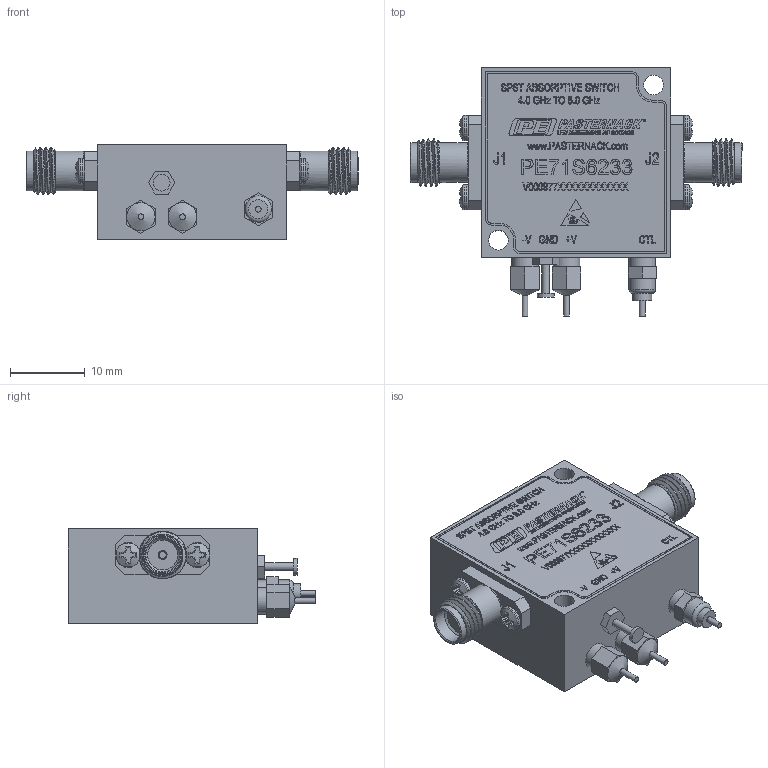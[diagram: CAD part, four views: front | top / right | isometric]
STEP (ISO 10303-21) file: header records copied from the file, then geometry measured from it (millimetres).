
FILE_DESCRIPTION (( 'STEP AP203' ), '1' );
FILE_NAME ('PE71S6233_3D.step', '2021-09-20T15:14:40', ( '' ), ( '' ), 'SwSTEP 2.0', 'SolidWorks 2021', '' );
FILE_SCHEMA (( 'CONFIG_CONTROL_DESIGN' ));
Products named in the file (1): PE71S6233_3D
Bounding box: 44.55 x 33.27 x 12.75 mm (x, y, z)
Volume: 8789.9 mm3; surface area: 3859.7 mm2
Topology: 1 solids, 9 shells, 2200 faces, 5894 edges, 3919 vertices
Faces by surface type: plane 1381, bspline 608, cylinder 180, cone 30, torus 1
Full cylindrical faces by diameter (mm): 0.276 x1, 0.283 x1, 0.762 x3, 0.914 x2, 1.016 x3, 1.168 x4, 1.27 x2, 1.854 x4, 2.224 x1, 2.54 x1, 2.642 x2, 3.393 x4, 3.556 x4, 3.81 x2, 4.521 x2, 5.08 x2, 5.334 x4
Entity records: 102713 total; most frequent: CARTESIAN_POINT 52365, ORIENTED_EDGE 11612, DIRECTION 7904, EDGE_CURVE 5806, LINE 4058, VECTOR 4058, VERTEX_POINT 3896, EDGE_LOOP 2480
